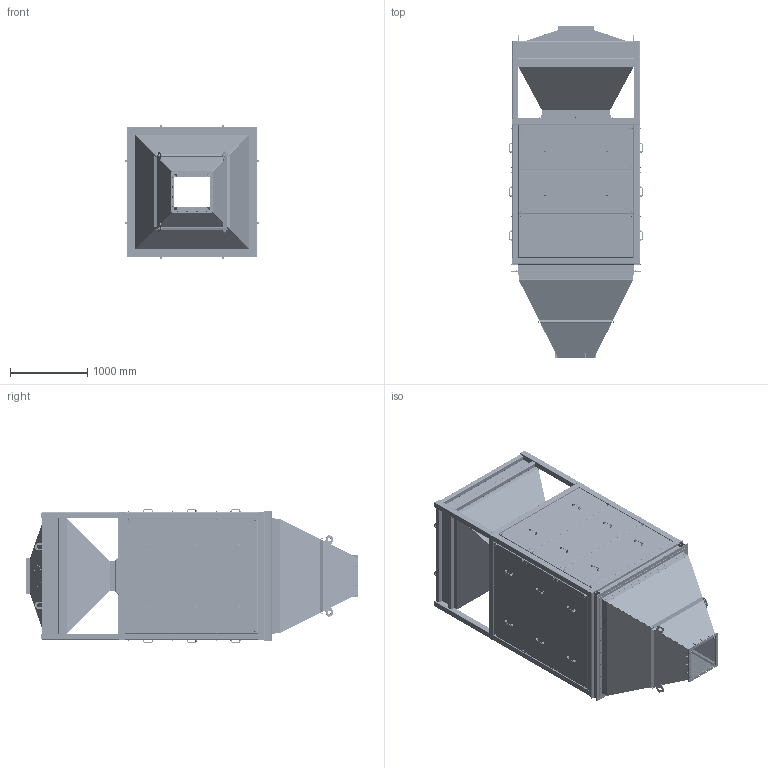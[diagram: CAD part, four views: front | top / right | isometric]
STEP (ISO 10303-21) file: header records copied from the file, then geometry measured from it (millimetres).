
FILE_DESCRIPTION (( 'STEP AP203' ), '1' );
FILE_NAME ('Áåç ïàíåëè ñ ðàìîé.STEP', '2025-11-29T13:21:04', ( 'Ñåðãåé' ), ( '' ), 'SwSTEP 2.0', 'SolidWorks 2023', '' );
FILE_SCHEMA (( 'CONFIG_CONTROL_DESIGN' ));
Length unit declared in the file: millimetre
Products named in the file (107): Болт М16х35 ГОСТ7798-70; Болт M8x30 ГОСТ7796-70_2; ОП-01.01.00.109_1; ВБ500-00.10.02.000; Заглушка 80х80; Гайка М8 ГОСТ 5915-70_2; Шайба 8 ГОСТ 6958-78; ВБ500-00.10.02.100; Труба 60Х60Х3_1490_2; Болт М8х20 ГОСТ 7798-70; БН2000-01.02.02.100_2; Болт М8х35 ГОСТ 7798-70; БП120-01.01.00.106_1; ВБ500-00.02.01.101; ВБ500-00.02.01.119; БП120-05.03.00.103_1.STEP; Болт М10х100 ГОСТ 7798; БН080-02.02.01.104-2_2; Шайба 16 ГОСТ11371-78; БН240-02.02.01.100_2; Шайба 8 ГОСТ6402_2; БН080-02.02.01.000-2(2); БН240-02.02.02.000_2; ВБ500-00.02.01.122; БП120-05.03.00.102_1.STEP; ВБ500-00.02.01.120_2300; БН080-01.02.01.103_2; Шайба 10 ГОСТ11371; ВБ500-00.02.01.113; ВБ500-00.02.01.110; Гайка M10 ГОСТ5915; БП120-01.01.00.110_1; БН240-02.02.01.112_1; Рым гайка  М16; БН080-02.02.01.113_2; ВБ500-00.00.00.120 ДБ3; Гайка барашек М8Х1.25; БП120-01.02.01.103_1; ВБ500-00.00.00.116_2; ВБ500-00.02.02.000 ...
Assembly tree (664 placements, depth 6):
  Без панели с рамой
    БН080-02.02.01.000-2
      БН080-02.02.01.000-2(2)
        БН240-02.02.02.000_2
          БН2000-01.02.02.100_2  x4
          Б240-01.02.02.101_2  x4
          БН080-01.02.02.102_2  x4
          Труба 60Х60Х3_1490_2  x8
        БН240-02.02.01.100_2  x2
        БН240-02.02.01.101_2  x2
        БН080-02.02.01.113_2  x4
        БП120-01.02.01.101_2
        БН080-01.02.01.102_2  x2
        БН080-01.02.01.103_2  x2
        БН080-01.02.01.104_2  x4
        БН240-02.02.01.110_2  x2
        БН0240-02.02.01.111_2  x2
        БН240-02.02.01.112_1  x2
        ВБ500-00.00.00.116_2  x2
        Болт M8x30 ГОСТ7796-70_2  x12
        Шайба 8 ГОСТ6402_2  x12
        Гайка М8 ГОСТ 5915-70_2  x12
        БН080-02.02.01.104-2_2  x2
        БН080-02.02.01.105-2_2  x2
    Весы без панели
      ВБ500-00.00.00.000 ДБ3-2ПП(2)
        ВБ500-00.02.01.000
          ВБ500-00.02.02.000  x2
            ВБ500-00.02.01.117_558
            ВБ500-00.02.02.100
            Гайка M10 ГОСТ5915
          ВБ500-00.02.01.100  x4
          ВБ500-00.02.01.101  x4
          ВБ500-00.02.01.102  x2
          ВБ500-00.02.01.103  x2
          ВБ500-00.02.01.104  x2
          ВБ500-00.02.01.105  x2
          ВБ500-00.02.01.120_2300
          ВБ500-00.02.01.108_2300  x3
          ВБ500-00.02.01.110
          ВБ500-00.02.01.111  x2
          ВБ500-00.02.01.107_2300  x2
          ВБ500-00.02.01.112_2300  x3
          ВБ500-00.02.01.113  x2
          ВБ500-00.02.01.114  x4
          ВБ500-00.02.01.115_1490  x2
          Гайка M10 ГОСТ5915  x28
          ВБ500-00.02.01.116  x2
          ВБ500-00.02.01.118  x4
          Зеркально отразитьВБ500-00.02.01.118  x4
          ВБ500-00.02.01.119  x4
          Болт М8х35 ГОСТ 7798-70  x48
          Гайка М8 ГОСТ 5915-70_3  x8
          ВБ500-00.02.01.121  x22
          ВБ500-00.02.01.122  x4
          ОШ-00.01.00.106  x4
        ВБ500-00.11.01.000  x2
          ВБ500-00.00.00.115
          Гайка М8 ГОСТ 5915-70_3
        ВБ500-00.10.02.000
Bounding box: 1732.55 x 4299.89 x 1732.55 mm (x, y, z)
Volume: 124139337.2 mm3; surface area: 87307315.3 mm2
Topology: 672 solids, 672 shells, 13420 faces, 32438 edges, 20610 vertices
Faces by surface type: plane 6458, cylinder 4364, cone 2172, torus 414, bspline 8, sphere 4
Entity records: 94747 total; most frequent: CARTESIAN_POINT 16914, DIRECTION 11699, ORIENTED_EDGE 9842, EDGE_CURVE 4921, AXIS2_PLACEMENT_3D 4366, VERTEX_POINT 3152, VECTOR 2967, LINE 2967
